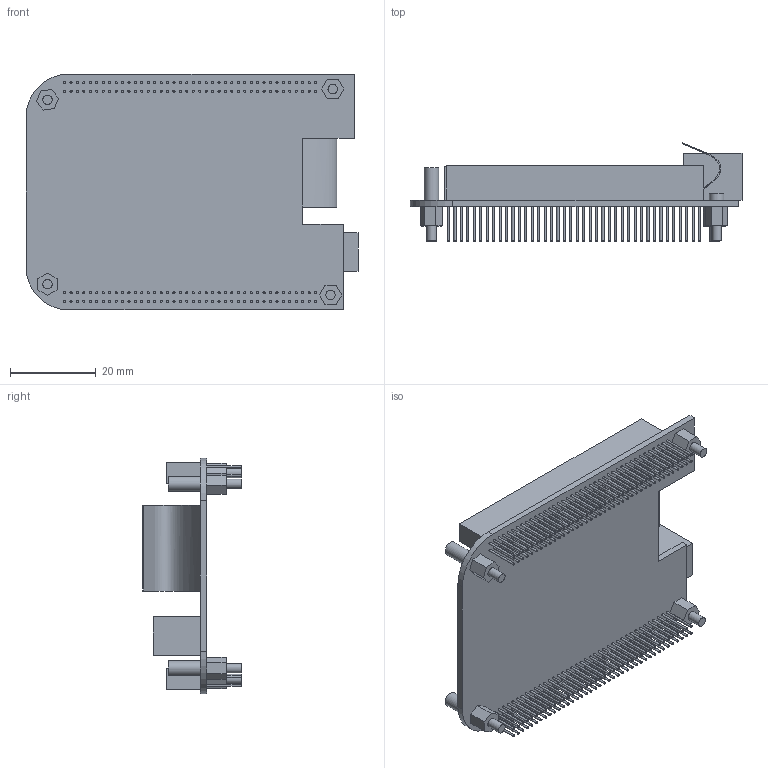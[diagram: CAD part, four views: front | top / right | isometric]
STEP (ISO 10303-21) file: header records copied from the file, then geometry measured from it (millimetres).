
FILE_DESCRIPTION(/* description */ (''),/* implementation_level */ '2;1');
FILE_NAME(/* name */ '00_TI_DLP_2000EVM.ipt.step',/* time_stamp */ '2022-11-29T07:53:07+01:00',/* author */ ('diederichbenedict'),/* organization */ (''),/* preprocessor_version */ 'ST-DEVELOPER v18.1',/* originating_system */ 'Autodesk Inventor 2022',/* authorisation */ '');
FILE_SCHEMA (('AUTOMOTIVE_DESIGN { 1 0 10303 214 3 1 1 }'));
Length unit declared in the file: millimetre
Products named in the file (1): 00_TI_DLP_2000EVM
Bounding box: 77.4 x 22.89 x 55 mm (x, y, z)
Volume: 12830.9 mm3; surface area: 14331 mm2
Topology: 1 solids, 3 shells, 403 faces, 664 edges, 442 vertices
Faces by surface type: plane 229, cylinder 172, bspline 2
Full cylindrical faces by diameter (mm): 0.5 x160, 2.2 x6, 3.4 x4
Entity records: 10113 total; most frequent: DIRECTION 1806, CARTESIAN_POINT 1710, ORIENTED_EDGE 1328, AXIS2_PLACEMENT_3D 746, EDGE_CURVE 664, EDGE_LOOP 578, VERTEX_POINT 442, FACE_OUTER_BOUND 403
